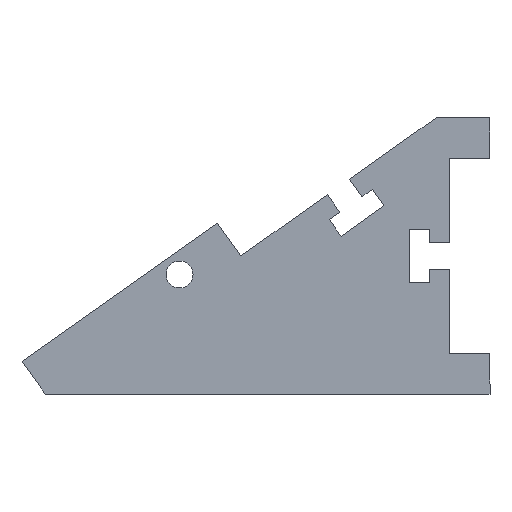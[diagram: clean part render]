
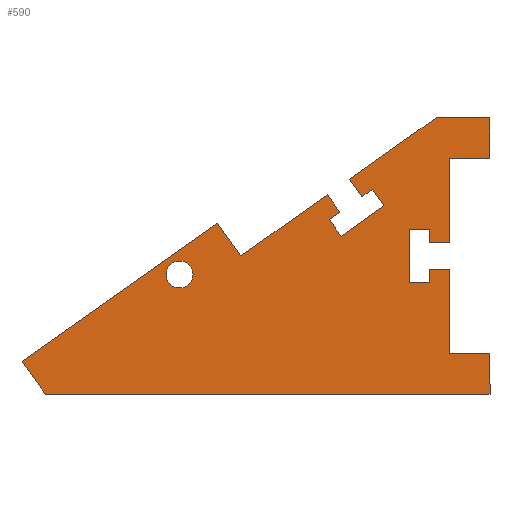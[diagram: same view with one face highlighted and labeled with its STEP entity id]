
A CAD part, left-side view. The second image highlights one B-rep face of the part: STEP entity #590.
In plain terms, the highlighted planar face has unit normal (-1, 0, 0).
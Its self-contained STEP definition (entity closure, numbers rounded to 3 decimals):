
#16=FACE_BOUND('',#58,.T.);
#18=CIRCLE('',#635,1.);
#27=FACE_OUTER_BOUND('',#57,.T.);
#57=EDGE_LOOP('',(#414,#415,#416,#417,#418,#419,#420,#421,#422,#423,#424,
#425,#426,#427,#428,#429,#430,#431,#432,#433,#434,#435,#436,#437,#438,#439,
#440));
#58=EDGE_LOOP('',(#441));
#84=LINE('',#815,#166);
#88=LINE('',#824,#170);
#92=LINE('',#831,#174);
#95=LINE('',#837,#177);
#98=LINE('',#843,#180);
#101=LINE('',#849,#183);
#103=LINE('',#852,#185);
#104=LINE('',#855,#186);
#105=LINE('',#857,#187);
#106=LINE('',#859,#188);
#107=LINE('',#861,#189);
#108=LINE('',#863,#190);
#109=LINE('',#865,#191);
#110=LINE('',#867,#192);
#111=LINE('',#869,#193);
#112=LINE('',#871,#194);
#113=LINE('',#873,#195);
#114=LINE('',#875,#196);
#115=LINE('',#877,#197);
#116=LINE('',#879,#198);
#117=LINE('',#881,#199);
#118=LINE('',#883,#200);
#119=LINE('',#885,#201);
#120=LINE('',#887,#202);
#121=LINE('',#889,#203);
#122=LINE('',#891,#204);
#123=LINE('',#892,#205);
#166=VECTOR('',#665,10.);
#170=VECTOR('',#671,10.);
#174=VECTOR('',#677,10.);
#177=VECTOR('',#682,10.);
#180=VECTOR('',#687,10.);
#183=VECTOR('',#692,10.);
#185=VECTOR('',#696,10.);
#186=VECTOR('',#699,10.);
#187=VECTOR('',#700,10.);
#188=VECTOR('',#701,10.);
#189=VECTOR('',#702,10.);
#190=VECTOR('',#703,10.);
#191=VECTOR('',#704,10.);
#192=VECTOR('',#705,10.);
#193=VECTOR('',#706,10.);
#194=VECTOR('',#707,10.);
#195=VECTOR('',#708,10.);
#196=VECTOR('',#709,10.);
#197=VECTOR('',#710,10.);
#198=VECTOR('',#711,10.);
#199=VECTOR('',#712,10.);
#200=VECTOR('',#713,10.);
#201=VECTOR('',#714,10.);
#202=VECTOR('',#715,10.);
#203=VECTOR('',#716,10.);
#204=VECTOR('',#717,10.);
#205=VECTOR('',#718,10.);
#248=VERTEX_POINT('',#812);
#249=VERTEX_POINT('',#814);
#252=VERTEX_POINT('',#821);
#253=VERTEX_POINT('',#823);
#255=VERTEX_POINT('',#829);
#257=VERTEX_POINT('',#835);
#259=VERTEX_POINT('',#841);
#261=VERTEX_POINT('',#847);
#262=VERTEX_POINT('',#854);
#263=VERTEX_POINT('',#856);
#264=VERTEX_POINT('',#858);
#265=VERTEX_POINT('',#860);
#266=VERTEX_POINT('',#862);
#267=VERTEX_POINT('',#864);
#268=VERTEX_POINT('',#866);
#269=VERTEX_POINT('',#868);
#270=VERTEX_POINT('',#870);
#271=VERTEX_POINT('',#872);
#272=VERTEX_POINT('',#874);
#273=VERTEX_POINT('',#876);
#274=VERTEX_POINT('',#878);
#275=VERTEX_POINT('',#880);
#276=VERTEX_POINT('',#882);
#277=VERTEX_POINT('',#884);
#278=VERTEX_POINT('',#886);
#279=VERTEX_POINT('',#888);
#280=VERTEX_POINT('',#890);
#281=VERTEX_POINT('',#893);
#304=EDGE_CURVE('',#249,#248,#84,.T.);
#308=EDGE_CURVE('',#253,#252,#88,.T.);
#312=EDGE_CURVE('',#252,#255,#92,.T.);
#315=EDGE_CURVE('',#255,#257,#95,.T.);
#318=EDGE_CURVE('',#257,#259,#98,.T.);
#321=EDGE_CURVE('',#259,#261,#101,.T.);
#323=EDGE_CURVE('',#261,#249,#103,.T.);
#324=EDGE_CURVE('',#248,#262,#104,.T.);
#325=EDGE_CURVE('',#262,#263,#105,.T.);
#326=EDGE_CURVE('',#264,#263,#106,.T.);
#327=EDGE_CURVE('',#265,#264,#107,.T.);
#328=EDGE_CURVE('',#266,#265,#108,.T.);
#329=EDGE_CURVE('',#267,#266,#109,.T.);
#330=EDGE_CURVE('',#267,#268,#110,.T.);
#331=EDGE_CURVE('',#268,#269,#111,.T.);
#332=EDGE_CURVE('',#269,#270,#112,.T.);
#333=EDGE_CURVE('',#270,#271,#113,.T.);
#334=EDGE_CURVE('',#271,#272,#114,.T.);
#335=EDGE_CURVE('',#273,#272,#115,.T.);
#336=EDGE_CURVE('',#274,#273,#116,.T.);
#337=EDGE_CURVE('',#275,#274,#117,.T.);
#338=EDGE_CURVE('',#276,#275,#118,.T.);
#339=EDGE_CURVE('',#276,#277,#119,.T.);
#340=EDGE_CURVE('',#277,#278,#120,.T.);
#341=EDGE_CURVE('',#279,#278,#121,.T.);
#342=EDGE_CURVE('',#279,#280,#122,.T.);
#343=EDGE_CURVE('',#280,#253,#123,.T.);
#344=EDGE_CURVE('',#281,#281,#18,.T.);
#414=ORIENTED_EDGE('',*,*,#308,.T.);
#415=ORIENTED_EDGE('',*,*,#312,.T.);
#416=ORIENTED_EDGE('',*,*,#315,.T.);
#417=ORIENTED_EDGE('',*,*,#318,.T.);
#418=ORIENTED_EDGE('',*,*,#321,.T.);
#419=ORIENTED_EDGE('',*,*,#323,.T.);
#420=ORIENTED_EDGE('',*,*,#304,.T.);
#421=ORIENTED_EDGE('',*,*,#324,.T.);
#422=ORIENTED_EDGE('',*,*,#325,.T.);
#423=ORIENTED_EDGE('',*,*,#326,.F.);
#424=ORIENTED_EDGE('',*,*,#327,.F.);
#425=ORIENTED_EDGE('',*,*,#328,.F.);
#426=ORIENTED_EDGE('',*,*,#329,.F.);
#427=ORIENTED_EDGE('',*,*,#330,.T.);
#428=ORIENTED_EDGE('',*,*,#331,.T.);
#429=ORIENTED_EDGE('',*,*,#332,.T.);
#430=ORIENTED_EDGE('',*,*,#333,.T.);
#431=ORIENTED_EDGE('',*,*,#334,.T.);
#432=ORIENTED_EDGE('',*,*,#335,.F.);
#433=ORIENTED_EDGE('',*,*,#336,.F.);
#434=ORIENTED_EDGE('',*,*,#337,.F.);
#435=ORIENTED_EDGE('',*,*,#338,.F.);
#436=ORIENTED_EDGE('',*,*,#339,.T.);
#437=ORIENTED_EDGE('',*,*,#340,.T.);
#438=ORIENTED_EDGE('',*,*,#341,.F.);
#439=ORIENTED_EDGE('',*,*,#342,.T.);
#440=ORIENTED_EDGE('',*,*,#343,.T.);
#441=ORIENTED_EDGE('',*,*,#344,.F.);
#561=PLANE('',#634);
#590=ADVANCED_FACE('',(#27,#16),#561,.F.);
#634=AXIS2_PLACEMENT_3D('',#853,#697,#698);
#635=AXIS2_PLACEMENT_3D('',#894,#719,#720);
#665=DIRECTION('',(0.,-1.,0.));
#671=DIRECTION('',(0.,1.,0.));
#677=DIRECTION('',(0.,0.,-1.));
#682=DIRECTION('',(0.,1.,0.));
#687=DIRECTION('',(0.,0.,1.));
#692=DIRECTION('',(0.,-1.,0.));
#696=DIRECTION('',(0.,0.,-1.));
#697=DIRECTION('center_axis',(1.,0.,0.));
#698=DIRECTION('ref_axis',(0.,0.,
-1.));
#699=DIRECTION('',(0.,0.,1.));
#700=DIRECTION('',(0.,-1.,0.));
#701=DIRECTION('',(0.,0.,-1.));
#702=DIRECTION('',(0.,-1.,0.));
#703=DIRECTION('',(0.,-0.817,0.577));
#704=DIRECTION('',(0.,0.577,0.817));
#705=DIRECTION('',(0.,-0.817,0.577));
#706=DIRECTION('',(0.,-0.577,-0.817));
#707=DIRECTION('',(0.,0.817,-0.577));
#708=DIRECTION('',(0.,0.577,0.817));
#709=DIRECTION('',(0.,-0.817,0.577));
#710=DIRECTION('',(0.,-0.577,-0.817));
#711=DIRECTION('',(0.,-0.817,0.577));
#712=DIRECTION('',(0.,-0.577,-0.817));
#713=DIRECTION('',(0.,-0.817,0.577));
#714=DIRECTION('',(0.,-0.577,-0.817));
#715=DIRECTION('',(0.,-1.,0.));
#716=DIRECTION('',(0.,0.,-1.));
#717=DIRECTION('',(0.,1.,0.));
#718=DIRECTION('',(0.,0.,1.));
#719=DIRECTION('center_axis',(-1.,0.,0.));
#720=DIRECTION('ref_axis',(0.,0.,-1.));
#812=CARTESIAN_POINT('',(17.764,5.793,-8.958));
#814=CARTESIAN_POINT('',(17.764,7.293,-8.958));
#815=CARTESIAN_POINT('',(17.764,12.978,-8.958));
#821=CARTESIAN_POINT('',(17.764,7.293,-10.958));
#823=CARTESIAN_POINT('',(17.764,5.793,-10.958));
#824=CARTESIAN_POINT('',(17.764,13.728,-10.958));
#829=CARTESIAN_POINT('',(17.764,7.293,-11.958));
#831=CARTESIAN_POINT('',(17.764,7.293,-10.958));
#835=CARTESIAN_POINT('',(17.764,8.793,-11.958));
#837=CARTESIAN_POINT('',(17.764,14.478,-11.958));
#841=CARTESIAN_POINT('',(17.764,8.793,-7.958));
#843=CARTESIAN_POINT('',(17.764,8.793,-8.958));
#847=CARTESIAN_POINT('',(17.764,7.293,-7.958));
#849=CARTESIAN_POINT('',(17.764,13.728,-7.958));
#852=CARTESIAN_POINT('',(17.764,7.293,-9.458));
#853=CARTESIAN_POINT('Origin',(17.764,20.163,-9.958));
#854=CARTESIAN_POINT('',(17.764,5.793,-2.703));
#855=CARTESIAN_POINT('',(17.764,5.793,-17.212));
#856=CARTESIAN_POINT('',(17.764,2.793,-2.703));
#857=CARTESIAN_POINT('',(17.764,5.793,-2.703));
#858=CARTESIAN_POINT('',(17.764,2.793,0.297));
#859=CARTESIAN_POINT('',(17.764,2.793,0.297));
#860=CARTESIAN_POINT('',(17.764,6.793,0.297));
#861=CARTESIAN_POINT('',(17.764,6.793,0.297));
#862=CARTESIAN_POINT('',(17.764,13.229,-4.253));
#863=CARTESIAN_POINT('',(17.764,21.297,-9.958));
#864=CARTESIAN_POINT('',(17.764,12.305,-5.559));
#865=CARTESIAN_POINT('',(17.764,11.439,-6.784));
#866=CARTESIAN_POINT('',(17.764,11.529,-5.011));
#867=CARTESIAN_POINT('',(17.764,14.714,-7.262));
#868=CARTESIAN_POINT('',(17.764,10.663,-6.236));
#869=CARTESIAN_POINT('',(17.764,11.529,-5.011));
#870=CARTESIAN_POINT('',(17.764,13.848,-8.487));
#871=CARTESIAN_POINT('',(17.764,10.663,-6.236));
#872=CARTESIAN_POINT('',(17.764,14.714,-7.262));
#873=CARTESIAN_POINT('',(17.764,13.848,-8.487));
#874=CARTESIAN_POINT('',(17.764,13.938,-6.714));
#875=CARTESIAN_POINT('',(17.764,14.714,-7.262));
#876=CARTESIAN_POINT('',(17.764,14.862,-5.408));
#877=CARTESIAN_POINT('',(17.764,14.862,-5.408));
#878=CARTESIAN_POINT('',(17.764,21.297,-9.958));
#879=CARTESIAN_POINT('',(17.764,21.297,-9.958));
#880=CARTESIAN_POINT('',(17.764,23.029,-7.508));
#881=CARTESIAN_POINT('',(17.764,23.029,-7.508));
#882=CARTESIAN_POINT('',(17.764,37.534,-17.763));
#883=CARTESIAN_POINT('',(17.764,37.534,-17.763));
#884=CARTESIAN_POINT('',(17.764,35.802,-20.212));
#885=CARTESIAN_POINT('',(17.764,37.534,-17.763));
#886=CARTESIAN_POINT('',(17.764,2.793,-20.212));
#887=CARTESIAN_POINT('',(17.764,35.802,-20.212));
#888=CARTESIAN_POINT('',(17.764,2.793,-17.212));
#889=CARTESIAN_POINT('',(17.764,2.793,0.297));
#890=CARTESIAN_POINT('',(17.764,5.793,-17.212));
#891=CARTESIAN_POINT('',(17.764,2.793,-17.212));
#892=CARTESIAN_POINT('',(17.764,5.793,-17.212));
#893=CARTESIAN_POINT('',(17.764,25.838,-10.331));
#894=CARTESIAN_POINT('Origin',(17.764,25.838,-11.331));
